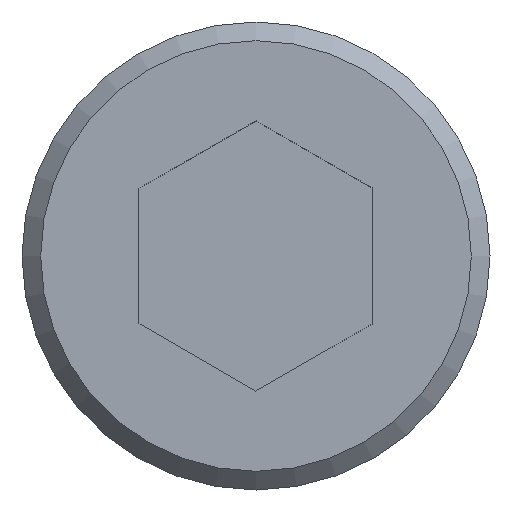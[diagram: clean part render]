
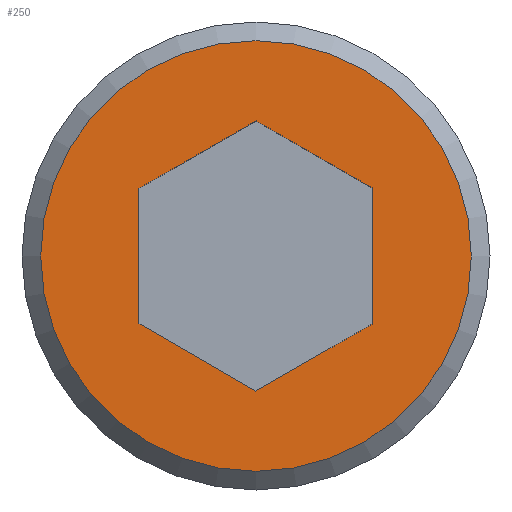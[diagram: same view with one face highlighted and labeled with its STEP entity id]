
A CAD part, left-side view. The second image highlights one B-rep face of the part: STEP entity #250.
In plain terms, the highlighted planar face has unit normal (-1, 0, 0).
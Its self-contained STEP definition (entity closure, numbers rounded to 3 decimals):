
#16=FACE_BOUND('',#60,.T.);
#26=PLANE('',#288);
#43=FACE_OUTER_BOUND('',#59,.T.);
#59=EDGE_LOOP('',(#226));
#60=EDGE_LOOP('',(#227,#228,#229,#230,#231,#232));
#63=LINE('',#383,#86);
#67=LINE('',#391,#90);
#70=LINE('',#397,#93);
#73=LINE('',#403,#96);
#76=LINE('',#409,#99);
#79=LINE('',#414,#102);
#86=VECTOR('',#313,10.);
#90=VECTOR('',#319,10.);
#93=VECTOR('',#324,10.);
#96=VECTOR('',#329,10.);
#99=VECTOR('',#334,10.);
#102=VECTOR('',#339,10.);
#115=CIRCLE('',#287,2.3);
#122=VERTEX_POINT('',#381);
#123=VERTEX_POINT('',#382);
#126=VERTEX_POINT('',#390);
#128=VERTEX_POINT('',#396);
#130=VERTEX_POINT('',#402);
#132=VERTEX_POINT('',#408);
#136=VERTEX_POINT('',#427);
#145=EDGE_CURVE('',#122,#123,#63,.T.);
#149=EDGE_CURVE('',#126,#122,#67,.T.);
#152=EDGE_CURVE('',#128,#126,#70,.T.);
#155=EDGE_CURVE('',#130,#128,#73,.T.);
#158=EDGE_CURVE('',#132,#130,#76,.T.);
#161=EDGE_CURVE('',#123,#132,#79,.T.);
#167=EDGE_CURVE('',#136,#136,#115,.T.);
#226=ORIENTED_EDGE('',*,*,#167,.F.);
#227=ORIENTED_EDGE('',*,*,#145,.T.);
#228=ORIENTED_EDGE('',*,*,#161,.T.);
#229=ORIENTED_EDGE('',*,*,#158,.T.);
#230=ORIENTED_EDGE('',*,*,#155,.T.);
#231=ORIENTED_EDGE('',*,*,#152,.T.);
#232=ORIENTED_EDGE('',*,*,#149,.T.);
#250=ADVANCED_FACE('',(#43,#16),#26,.T.);
#287=AXIS2_PLACEMENT_3D('',#428,#357,#358);
#288=AXIS2_PLACEMENT_3D('',#430,#360,#361);
#313=DIRECTION('',(0.,-0.866,-0.5));
#319=DIRECTION('',(0.,-0.866,0.5));
#324=DIRECTION('',(0.,0.,1.));
#329=DIRECTION('',(0.,0.866,0.5));
#334=DIRECTION('',(0.,0.866,-0.5));
#339=DIRECTION('',(0.,0.,-1.));
#357=DIRECTION('center_axis',(1.,0.,0.));
#358=DIRECTION('ref_axis',(0.,0.,-1.));
#360=DIRECTION('center_axis',(-1.,0.,0.));
#361=DIRECTION('ref_axis',(0.,0.,1.));
#381=CARTESIAN_POINT('',(0.,0.,1.443));
#382=CARTESIAN_POINT('',(0.,-1.25,0.722));
#383=CARTESIAN_POINT('',(0.,-0.313,1.263));
#390=CARTESIAN_POINT('',(0.,1.25,0.722));
#391=CARTESIAN_POINT('',(0.,0.938,0.902));
#396=CARTESIAN_POINT('',(0.,1.25,-0.722));
#397=CARTESIAN_POINT('',(0.,1.25,-0.361));
#402=CARTESIAN_POINT('',(0.,0.,-1.443));
#403=CARTESIAN_POINT('',(0.,0.313,-1.263));
#408=CARTESIAN_POINT('',(0.,-1.25,-0.722));
#409=CARTESIAN_POINT('',(0.,-0.937,-0.902));
#414=CARTESIAN_POINT('',(0.,-1.25,0.361));
#427=CARTESIAN_POINT('',(0.,0.,2.3));
#428=CARTESIAN_POINT('Origin',(0.,0.,0.));
#430=CARTESIAN_POINT('Origin',(0.,0.,0.));
